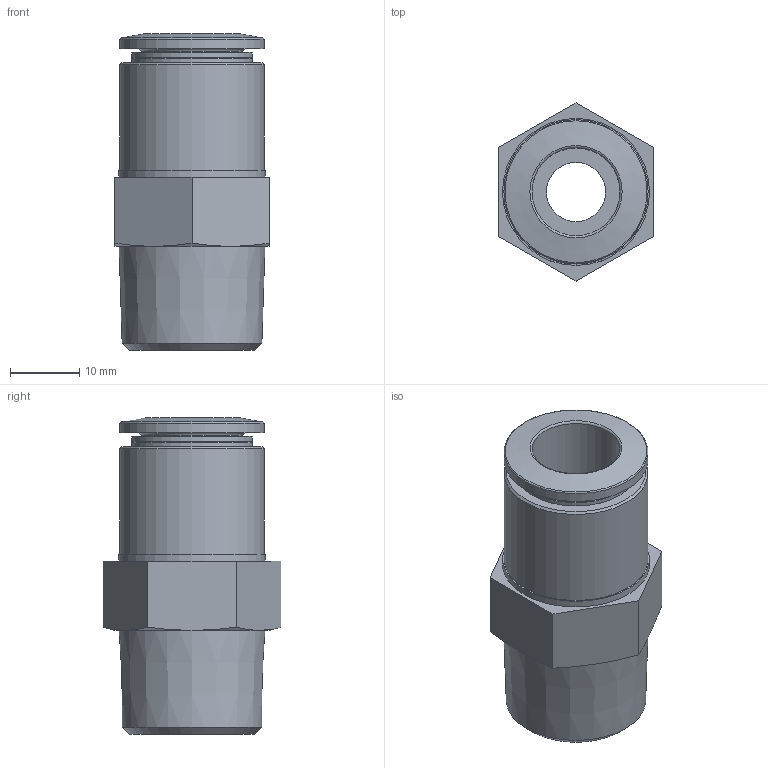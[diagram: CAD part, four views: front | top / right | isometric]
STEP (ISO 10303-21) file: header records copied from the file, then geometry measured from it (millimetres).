
FILE_DESCRIPTION(/* description */ ('STEP AP214'),/* implementation_level */ '2;1');
FILE_NAME(/* name */ '190718_QSK-1_2-1_2-U',/* time_stamp */ '2024-09-14T07:45:11+02:00',/* author */ ('License CC BY-ND 4.0'),/* organization */ ('CADENAS'),/* preprocessor_version */ 'ST-DEVELOPER v19.3',/* originating_system */ 'PARTsolutions',/* authorisation */ ' ');
FILE_SCHEMA (('AUTOMOTIVE_DESIGN {1 0 10303 214 3 1 1}'));
Length unit declared in the file: millimetre
Products named in the file (1): 190718 QSK-1/2-1/2-U
Bounding box: 22.23 x 25.66 x 45.7 mm (x, y, z)
Volume: 10843.4 mm3; surface area: 5694.7 mm2
Topology: 1 solids, 1 shells, 41 faces, 79 edges, 47 vertices
Faces by surface type: plane 15, cone 14, cylinder 9, torus 3
Full cylindrical faces by diameter (mm): 8.534 x1, 12.192 x1, 12.7 x1, 14.7 x1, 17.45 x2, 20.8 x2, 21.2 x1
Entity records: 1249 total; most frequent: CARTESIAN_POINT 182, DIRECTION 164, ORIENTED_EDGE 116, AXIS2_PLACEMENT_3D 76, EDGE_LOOP 70, FACE_BOUND 70, EDGE_CURVE 58, VERTEX_POINT 46
